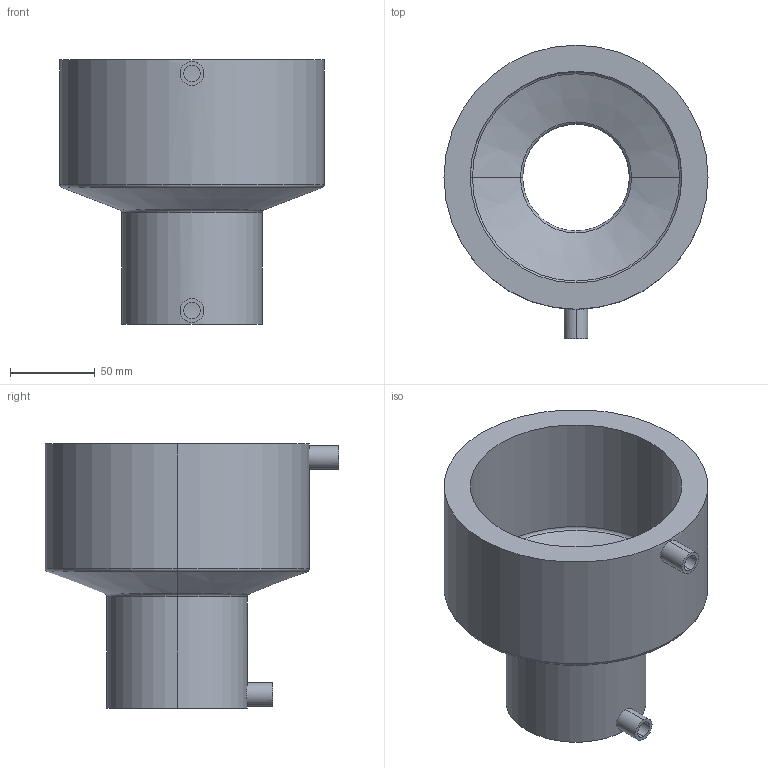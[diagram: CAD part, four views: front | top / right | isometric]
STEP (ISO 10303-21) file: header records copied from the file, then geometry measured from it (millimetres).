
FILE_DESCRIPTION (( 'STEP AP203' ), '1' );
FILE_NAME ('Ef Reducer SDR11_001 117 2080 0129.step', '2024-02-05T13:05:24', ( '' ), ( '' ), 'SwSTEP 2.0', 'SolidWorks 2021', '' );
FILE_SCHEMA (( 'CONFIG_CONTROL_DESIGN' ));
Length unit declared in the file: millimetre
Products named in the file (1): Ef Reducer SDR11_001 117 2080 0129
Bounding box: 156 x 173.5 x 156 mm (x, y, z)
Volume: 739060.1 mm3; surface area: 132993.9 mm2
Topology: 1 solids, 1 shells, 34 faces, 68 edges, 40 vertices
Faces by surface type: cylinder 18, torus 8, cone 4, plane 4
Entity records: 1269 total; most frequent: CARTESIAN_POINT 463, DIRECTION 170, ORIENTED_EDGE 136, AXIS2_PLACEMENT_3D 75, EDGE_CURVE 68, VERTEX_POINT 40, CIRCLE 40, EDGE_LOOP 40
